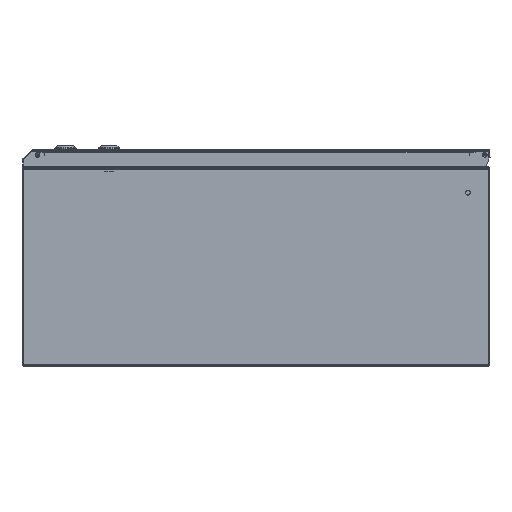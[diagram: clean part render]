
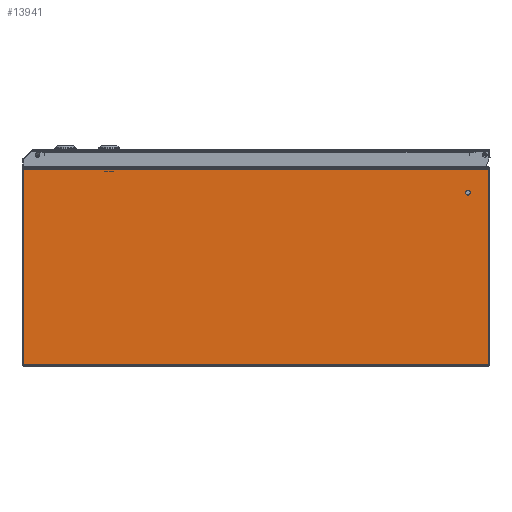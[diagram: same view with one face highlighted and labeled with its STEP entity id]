
A CAD part, front view. The second image highlights one B-rep face of the part: STEP entity #13941.
In plain terms, the highlighted face is planar.
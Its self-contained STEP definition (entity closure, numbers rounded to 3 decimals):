
#119 = EDGE_CURVE ( 'NONE', #3589, #12394, #15387, .T. ) ;
#484 = EDGE_CURVE ( 'NONE', #12394, #20330, #2058, .T. ) ;
#1032 = CIRCLE ( 'NONE', #7835, 3.25 ) ;
#1383 = CARTESIAN_POINT ( 'NONE',  ( -12.153, 0., 568.938 ) ) ;
#1759 = CARTESIAN_POINT ( 'NONE',  ( -283.453, 0., -81.062 ) ) ;
#2058 = LINE ( 'NONE', #5631, #21934 ) ;
#2374 = EDGE_CURVE ( 'NONE', #6821, #18447, #1032, .T. ) ;
#2883 = DIRECTION ( 'NONE',  ( -1., 0., 0. ) ) ;
#3589 = VERTEX_POINT ( 'NONE', #20455 ) ;
#4306 = VERTEX_POINT ( 'NONE', #9686 ) ;
#4678 = DIRECTION ( 'NONE',  ( 0., 0., 1. ) ) ;
#5631 = CARTESIAN_POINT ( 'NONE',  ( -283.453, 0., 568.938 ) ) ;
#6449 = EDGE_CURVE ( 'NONE', #20330, #4306, #21386, .T. ) ;
#6627 = EDGE_LOOP ( 'NONE', ( #7253, #16313, #16629, #13616 ) ) ;
#6821 = VERTEX_POINT ( 'NONE', #14312 ) ;
#7253 = ORIENTED_EDGE ( 'NONE', *, *, #484, .T. ) ;
#7360 = DIRECTION ( 'NONE',  ( 0., 1., 0. ) ) ;
#7507 = CARTESIAN_POINT ( 'NONE',  ( -283.453, 0., 568.938 ) ) ;
#7614 = EDGE_LOOP ( 'NONE', ( #13921, #20443 ) ) ;
#7835 = AXIS2_PLACEMENT_3D ( 'NONE', #14640, #9283, #9627 ) ;
#8863 = DIRECTION ( 'NONE',  ( 0., 0., 1. ) ) ;
#9045 = AXIS2_PLACEMENT_3D ( 'NONE', #17291, #7360, #20857 ) ;
#9132 = FACE_BOUND ( 'NONE', #7614, .T. ) ;
#9283 = DIRECTION ( 'NONE',  ( 0., 1., 0. ) ) ;
#9627 = DIRECTION ( 'NONE',  ( 0., 0., 1. ) ) ;
#9686 = CARTESIAN_POINT ( 'NONE',  ( -12.153, 0., -81.062 ) ) ;
#10408 = CARTESIAN_POINT ( 'NONE',  ( -44.753, 0., 538.938 ) ) ;
#11450 = DIRECTION ( 'NONE',  ( 0., 0., -1. ) ) ;
#12286 = AXIS2_PLACEMENT_3D ( 'NONE', #10408, #20587, #8863 ) ;
#12394 = VERTEX_POINT ( 'NONE', #7507 ) ;
#12961 = VECTOR ( 'NONE', #4678, 1000. ) ;
#13052 = LINE ( 'NONE', #18197, #19085 ) ;
#13616 = ORIENTED_EDGE ( 'NONE', *, *, #119, .T. ) ;
#13921 = ORIENTED_EDGE ( 'NONE', *, *, #2374, .F. ) ;
#13941 = ADVANCED_FACE ( 'NONE', ( #9132, #20644 ), #14038, .T. ) ;
#14038 = PLANE ( 'NONE',  #9045 ) ;
#14120 = DIRECTION ( 'NONE',  ( 1., 0., 0. ) ) ;
#14312 = CARTESIAN_POINT ( 'NONE',  ( -44.753, 0., 542.188 ) ) ;
#14640 = CARTESIAN_POINT ( 'NONE',  ( -44.753, 0., 538.938 ) ) ;
#15387 = LINE ( 'NONE', #1759, #12961 ) ;
#15875 = VECTOR ( 'NONE', #11450, 1000. ) ;
#16313 = ORIENTED_EDGE ( 'NONE', *, *, #6449, .T. ) ;
#16596 = CIRCLE ( 'NONE', #12286, 3.25 ) ;
#16629 = ORIENTED_EDGE ( 'NONE', *, *, #20063, .T. ) ;
#17291 = CARTESIAN_POINT ( 'NONE',  ( -283.453, 0., 568.938 ) ) ;
#18197 = CARTESIAN_POINT ( 'NONE',  ( -283.453, 0., -81.062 ) ) ;
#18447 = VERTEX_POINT ( 'NONE', #18805 ) ;
#18805 = CARTESIAN_POINT ( 'NONE',  ( -44.753, 0., 535.688 ) ) ;
#19085 = VECTOR ( 'NONE', #2883, 1000. ) ;
#19606 = CARTESIAN_POINT ( 'NONE',  ( -12.153, 0., 568.938 ) ) ;
#20063 = EDGE_CURVE ( 'NONE', #4306, #3589, #13052, .T. ) ;
#20330 = VERTEX_POINT ( 'NONE', #1383 ) ;
#20443 = ORIENTED_EDGE ( 'NONE', *, *, #21710, .F. ) ;
#20455 = CARTESIAN_POINT ( 'NONE',  ( -283.453, 0., -81.062 ) ) ;
#20587 = DIRECTION ( 'NONE',  ( 0., 1., 0. ) ) ;
#20644 = FACE_OUTER_BOUND ( 'NONE', #6627, .T. ) ;
#20857 = DIRECTION ( 'NONE',  ( 0., 0., 1. ) ) ;
#21386 = LINE ( 'NONE', #19606, #15875 ) ;
#21710 = EDGE_CURVE ( 'NONE', #18447, #6821, #16596, .T. ) ;
#21934 = VECTOR ( 'NONE', #14120, 1000. ) ;
